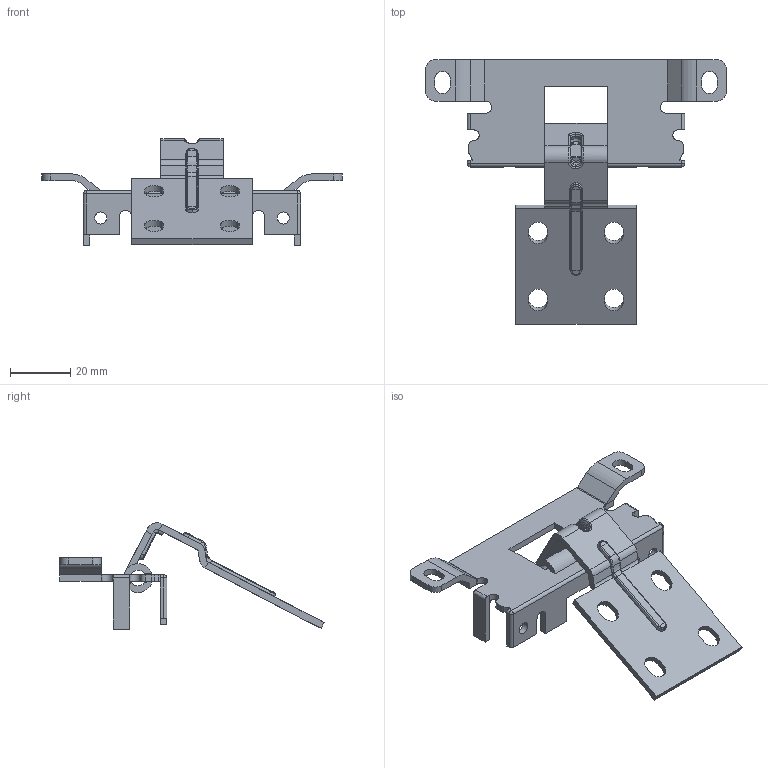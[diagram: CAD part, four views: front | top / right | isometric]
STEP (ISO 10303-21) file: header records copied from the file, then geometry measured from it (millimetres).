
FILE_DESCRIPTION(/* description */ (''),/* implementation_level */ '2;1');
FILE_NAME(/* name */ 'JL002三维',/* time_stamp */ '2024-08-29T16:28:30+08:00',/* author */ (''),/* organization */ (''),/* preprocessor_version */ 'ST-DEVELOPER v19.2',/* originating_system */ 'Rhino 8.5',/* authorisation */ '');
FILE_SCHEMA (('CONFIG_CONTROL_DESIGN'));
Length unit declared in the file: millimetre
Products named in the file (1): Document
Bounding box: 99.51 x 87.59 x 35.21 mm (x, y, z)
Surface area: 14451.3 mm2 (no closed solid volume)
Topology: 0 solids, 2 shells, 286 faces, 737 edges, 436 vertices
Faces by surface type: plane 114, cylinder 101, bspline 71
Entity records: 11009 total; most frequent: CARTESIAN_POINT 5414, ORIENTED_EDGE 1453, EDGE_CURVE 735, DIRECTION 630, VERTEX_POINT 439, AXIS2_PLACEMENT_3D 414, B_SPLINE_CURVE_WITH_KNOTS 314, EDGE_LOOP 304
